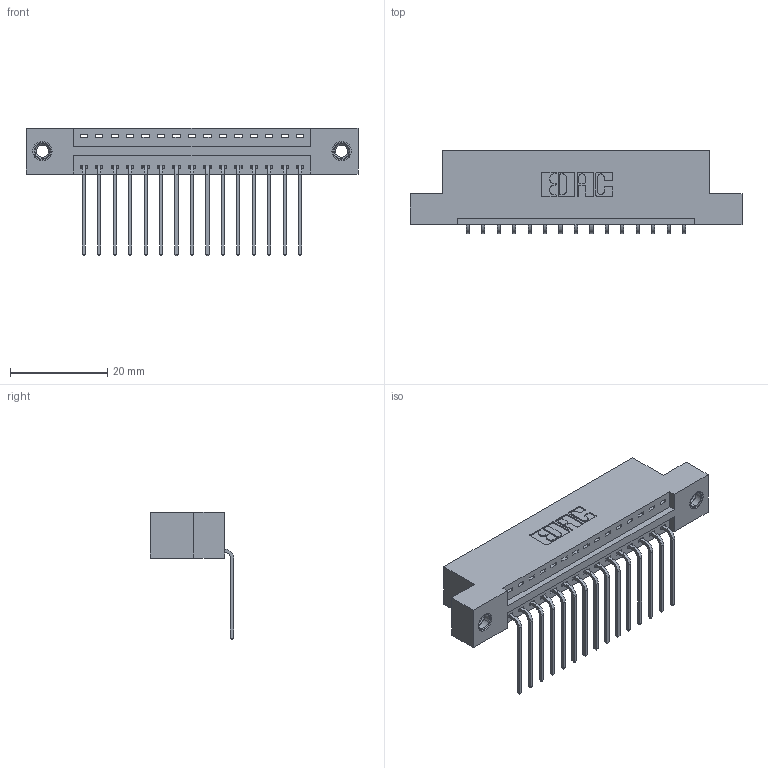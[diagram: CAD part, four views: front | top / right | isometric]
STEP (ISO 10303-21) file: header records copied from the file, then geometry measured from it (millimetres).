
FILE_DESCRIPTION (( 'STEP AP203' ), '1' );
FILE_NAME ('396-015-559-107.STEP', '2018-08-31T22:16:22', ( '' ), ( '' ), 'SwSTEP 2.0', 'SolidWorks 2016', '' );
FILE_SCHEMA (( 'CONFIG_CONTROL_DESIGN' ));
Length unit declared in the file: inch
Products named in the file (4): 346 Part_Flush Mounting Lugs - 0.156 Dia-TI; 345-292-001_558 559 Tail - 1; 396-015-559-107; 345-250-001_345-250-005-103
Assembly tree (18 placements, depth 2):
  396-015-559-107
    346 Part_Flush Mounting Lugs - 0.156 Dia-TI
    345-292-001_558 559 Tail - 1  x15
    345-250-001_345-250-005-103  x2
Bounding box: 68.2 x 17.08 x 26.16 mm (x, y, z)
Volume: 6378.6 mm3; surface area: 8013.8 mm2
Topology: 18 solids, 18 shells, 1082 faces, 3195 edges, 2102 vertices
Faces by surface type: plane 738, cylinder 328, cone 12, torus 4
Entity records: 14214 total; most frequent: CARTESIAN_POINT 2428, ORIENTED_EDGE 2370, DIRECTION 2201, EDGE_CURVE 1185, VECTOR 973, LINE 973, VERTEX_POINT 784, AXIS2_PLACEMENT_3D 614
